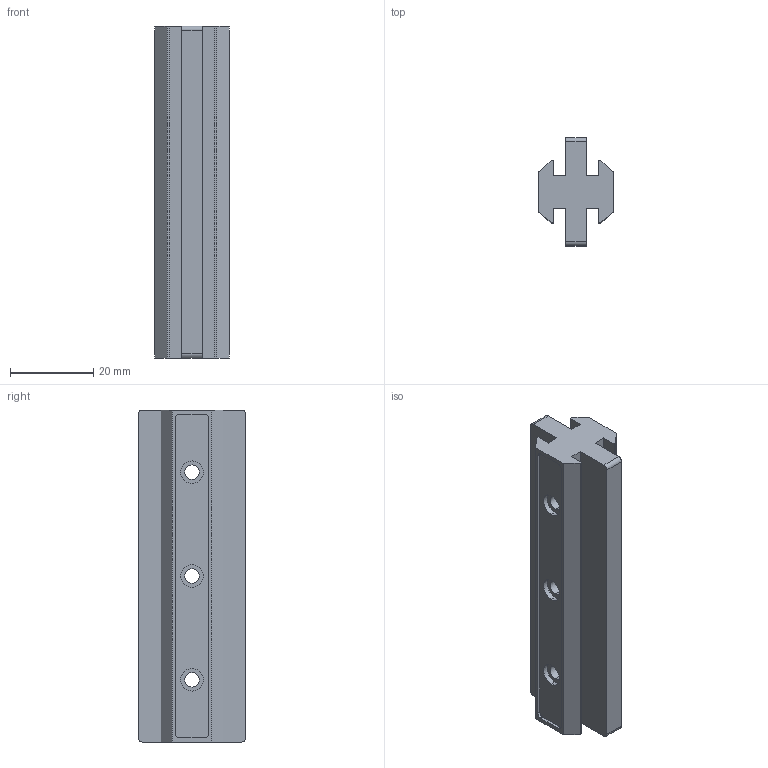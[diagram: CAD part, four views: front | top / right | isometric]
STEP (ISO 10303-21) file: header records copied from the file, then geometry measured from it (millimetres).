
FILE_DESCRIPTION (( 'STEP AP214' ), '1' );
FILE_NAME ('A405 Ñëàéäåð äëÿ ïðîôèëÿ ñ ïàçîì 8 ìì.STEP', '2020-08-07T10:13:06', ( 'Ïîëüçîâàòåëü Windows' ), ( '' ), 'SwSTEP 2.0', 'SolidWorks 2020', '' );
FILE_SCHEMA (( 'AUTOMOTIVE_DESIGN' ));
Length unit declared in the file: millimetre
Products named in the file (1): A405 Ñëàéäåð äëÿ ïðîôèëÿ ñ ïàçîì 8 ìì
Bounding box: 18 x 26 x 80 mm (x, y, z)
Volume: 19830.4 mm3; surface area: 10010.9 mm2
Topology: 1 solids, 1 shells, 72 faces, 186 edges, 124 vertices
Faces by surface type: plane 42, cylinder 30
Entity records: 2256 total; most frequent: DIRECTION 392, CARTESIAN_POINT 383, ORIENTED_EDGE 372, EDGE_CURVE 186, AXIS2_PLACEMENT_3D 133, LINE 126, VECTOR 126, VERTEX_POINT 124
